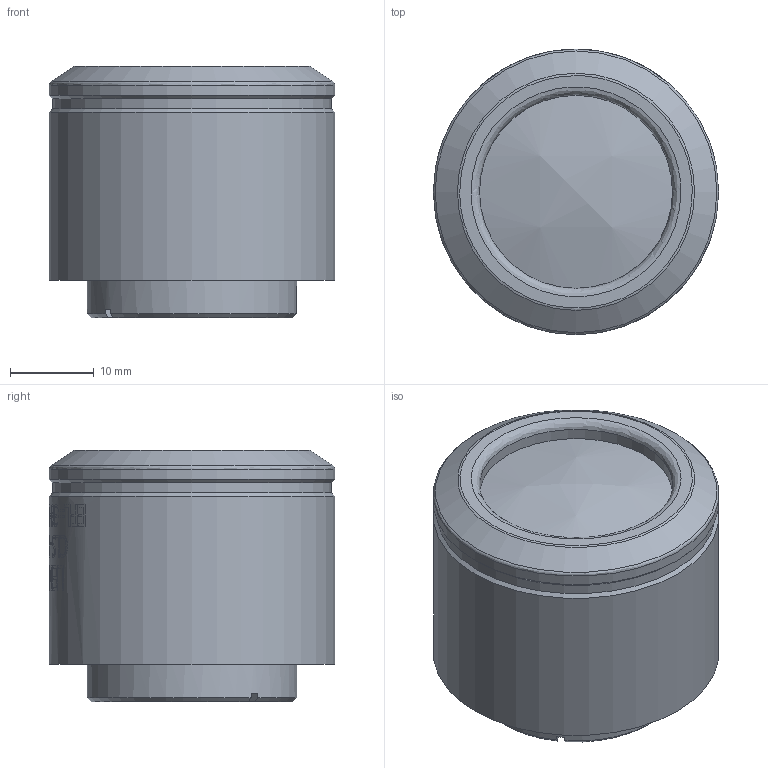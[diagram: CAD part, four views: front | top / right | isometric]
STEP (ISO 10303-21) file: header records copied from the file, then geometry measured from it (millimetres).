
FILE_DESCRIPTION (( 'STEP AP214' ), '1' );
FILE_NAME ('CLS-F39-VIS-.STEP', '2025-06-25T09:10:27', ( '' ), ( '' ), 'SwSTEP 2.0', 'SolidWorks 2018', '' );
FILE_SCHEMA (( 'AUTOMOTIVE_DESIGN' ));
Length unit declared in the file: millimetre
Products named in the file (1): CLS-F39-VIS-
Bounding box: 34 x 34 x 30 mm (x, y, z)
Volume: 13599.7 mm3; surface area: 14005.9 mm2
Topology: 5 solids, 5 shells, 449 faces, 1177 edges, 783 vertices
Faces by surface type: plane 220, bspline 159, cylinder 56, cone 14
Full cylindrical faces by diameter (mm): 16 x1, 18 x1, 18.5 x1, 23 x1, 24 x1, 25 x2, 25.5 x1, 26 x1, 29 x1, 29.99 x1, 30 x2, 31 x2, 31.5 x1, 33.2 x1, 34 x2
Entity records: 41971 total; most frequent: CARTESIAN_POINT 26942, ORIENTED_EDGE 2266, DIRECTION 1639, EDGE_CURVE 1133, VERTEX_POINT 772, VECTOR 565, LINE 565, AXIS2_PLACEMENT_3D 537
